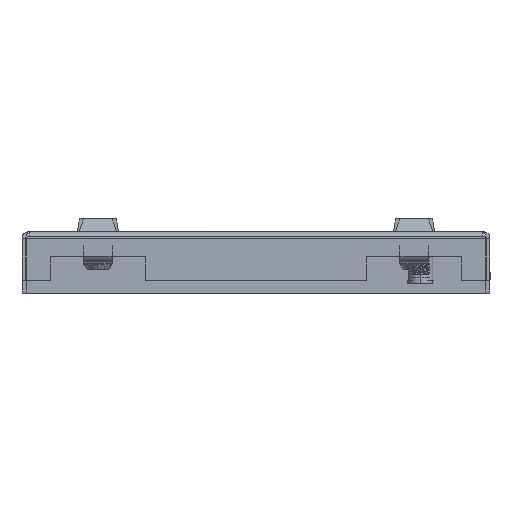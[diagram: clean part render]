
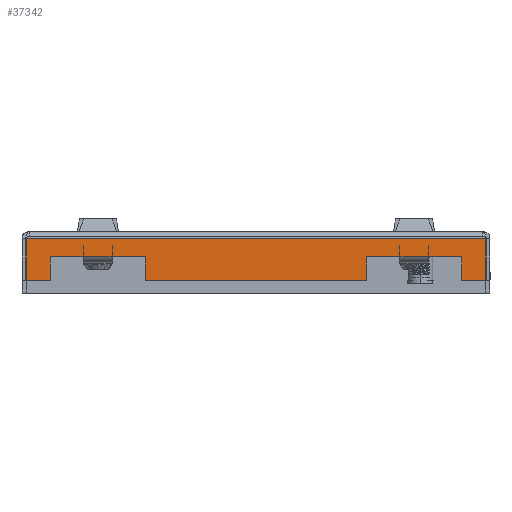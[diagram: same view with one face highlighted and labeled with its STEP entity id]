
A CAD part, left-side view. The second image highlights one B-rep face of the part: STEP entity #37342.
In plain terms, the highlighted planar face has unit normal (-1, 0, 0).
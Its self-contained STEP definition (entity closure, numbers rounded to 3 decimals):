
#15518 = FACE_OUTER_BOUND ( 'NONE', #17663, .T. ) ;
#17663 = EDGE_LOOP ( 'NONE', ( #22956, #22954, #22952, #22950, #22949, #22948, #22946, #22944, #22942, #22941, #22940, #22938 ) ) ;
#18749 = VERTEX_POINT ( 'NONE', #70655 ) ;
#18756 = VERTEX_POINT ( 'NONE', #70648 ) ;
#18766 = VERTEX_POINT ( 'NONE', #70638 ) ;
#18797 = VERTEX_POINT ( 'NONE', #70607 ) ;
#18801 = VERTEX_POINT ( 'NONE', #70603 ) ;
#18802 = VERTEX_POINT ( 'NONE', #70602 ) ;
#18803 = VERTEX_POINT ( 'NONE', #70601 ) ;
#18804 = VERTEX_POINT ( 'NONE', #70600 ) ;
#18805 = VERTEX_POINT ( 'NONE', #70599 ) ;
#18806 = VERTEX_POINT ( 'NONE', #70598 ) ;
#18813 = VERTEX_POINT ( 'NONE', #70591 ) ;
#18814 = VERTEX_POINT ( 'NONE', #70590 ) ;
#22159 = AXIS2_PLACEMENT_3D ( 'NONE', #40222, #40264, #40265 ) ;
#22938 = ORIENTED_EDGE ( 'NONE', *, *, #38993, .F. ) ;
#22940 = ORIENTED_EDGE ( 'NONE', *, *, #38992, .T. ) ;
#22941 = ORIENTED_EDGE ( 'NONE', *, *, #38995, .T. ) ;
#22942 = ORIENTED_EDGE ( 'NONE', *, *, #38994, .T. ) ;
#22944 = ORIENTED_EDGE ( 'NONE', *, *, #38997, .T. ) ;
#22946 = ORIENTED_EDGE ( 'NONE', *, *, #38996, .T. ) ;
#22948 = ORIENTED_EDGE ( 'NONE', *, *, #38999, .T. ) ;
#22949 = ORIENTED_EDGE ( 'NONE', *, *, #38998, .T. ) ;
#22950 = ORIENTED_EDGE ( 'NONE', *, *, #39001, .T. ) ;
#22952 = ORIENTED_EDGE ( 'NONE', *, *, #39000, .T. ) ;
#22954 = ORIENTED_EDGE ( 'NONE', *, *, #39003, .T. ) ;
#22956 = ORIENTED_EDGE ( 'NONE', *, *, #39002, .F. ) ;
#37342 = ADVANCED_FACE ( 'NONE', ( #15518 ), #40262, .F. ) ;
#38992 = EDGE_CURVE ( 'NONE', #18813, #18814, #80853, .T. ) ;
#38993 = EDGE_CURVE ( 'NONE', #18756, #18814, #80845, .T. ) ;
#38994 = EDGE_CURVE ( 'NONE', #18805, #18806, #80855, .T. ) ;
#38995 = EDGE_CURVE ( 'NONE', #18806, #18813, #80859, .T. ) ;
#38996 = EDGE_CURVE ( 'NONE', #18804, #18803, #80861, .T. ) ;
#38997 = EDGE_CURVE ( 'NONE', #18803, #18805, #80863, .T. ) ;
#38998 = EDGE_CURVE ( 'NONE', #18749, #18802, #80865, .T. ) ;
#38999 = EDGE_CURVE ( 'NONE', #18802, #18804, #80867, .T. ) ;
#39000 = EDGE_CURVE ( 'NONE', #18797, #18801, #80869, .T. ) ;
#39001 = EDGE_CURVE ( 'NONE', #18801, #18749, #80871, .T. ) ;
#39002 = EDGE_CURVE ( 'NONE', #18766, #18756, #80873, .T. ) ;
#39003 = EDGE_CURVE ( 'NONE', #18766, #18797, #80875, .T. ) ;
#40222 = CARTESIAN_POINT ( 'NONE',  ( -332.5, -73., 0. ) ) ;
#40262 = PLANE ( 'NONE',  #22159 ) ;
#40264 = DIRECTION ( 'NONE',  ( 1., 0., 0. ) ) ;
#40265 = DIRECTION ( 'NONE',  ( 0., 0., -1. ) ) ;
#70590 = CARTESIAN_POINT ( 'NONE',  ( -332.5, -73., -14. ) ) ;
#70591 = CARTESIAN_POINT ( 'NONE',  ( -332.5, -65., -14. ) ) ;
#70598 = CARTESIAN_POINT ( 'NONE',  ( -332.5, -65., -6.5 ) ) ;
#70599 = CARTESIAN_POINT ( 'NONE',  ( -332.5, -35., -6.5 ) ) ;
#70600 = CARTESIAN_POINT ( 'NONE',  ( -332.5, 35., -14. ) ) ;
#70601 = CARTESIAN_POINT ( 'NONE',  ( -332.5, -35., -14. ) ) ;
#70602 = CARTESIAN_POINT ( 'NONE',  ( -332.5, 35., -6.5 ) ) ;
#70603 = CARTESIAN_POINT ( 'NONE',  ( -332.5, 65., -14. ) ) ;
#70607 = CARTESIAN_POINT ( 'NONE',  ( -332.5, 73., -14. ) ) ;
#70638 = CARTESIAN_POINT ( 'NONE',  ( -332.5, 72.999, -0.75 ) ) ;
#70648 = CARTESIAN_POINT ( 'NONE',  ( -332.5, -72.999, -0.75 ) ) ;
#70655 = CARTESIAN_POINT ( 'NONE',  ( -332.5, 65., -6.5 ) ) ;
#71825 = CARTESIAN_POINT ( 'NONE',  ( -332.5, -72.999, 145.854 ) ) ;
#71828 = CARTESIAN_POINT ( 'NONE',  ( -332.5, -65., -6.5 ) ) ;
#71837 = CARTESIAN_POINT ( 'NONE',  ( -332.5, -73., -14. ) ) ;
#71839 = DIRECTION ( 'NONE',  ( 0., -1., 0. ) ) ;
#71840 = DIRECTION ( 'NONE',  ( 0., 0., -1. ) ) ;
#71842 = DIRECTION ( 'NONE',  ( 0., -1., 0. ) ) ;
#71843 = CARTESIAN_POINT ( 'NONE',  ( -332.5, -65., -14. ) ) ;
#71844 = DIRECTION ( 'NONE',  ( 0., 0., -1. ) ) ;
#71845 = CARTESIAN_POINT ( 'NONE',  ( -332.5, -73., -14. ) ) ;
#71846 = DIRECTION ( 'NONE',  ( 0., -1., 0. ) ) ;
#71847 = CARTESIAN_POINT ( 'NONE',  ( -332.5, -35., -14. ) ) ;
#71848 = DIRECTION ( 'NONE',  ( 0., 0., 1. ) ) ;
#71849 = CARTESIAN_POINT ( 'NONE',  ( -332.5, 65., -6.5 ) ) ;
#71850 = DIRECTION ( 'NONE',  ( 0., -1., 0. ) ) ;
#71851 = CARTESIAN_POINT ( 'NONE',  ( -332.5, 35., -14. ) ) ;
#71852 = DIRECTION ( 'NONE',  ( 0., 0., -1. ) ) ;
#71853 = CARTESIAN_POINT ( 'NONE',  ( -332.5, -73., -14. ) ) ;
#71854 = DIRECTION ( 'NONE',  ( 0., -1., 0. ) ) ;
#71855 = CARTESIAN_POINT ( 'NONE',  ( -332.5, 65., -14. ) ) ;
#71856 = DIRECTION ( 'NONE',  ( 0., 0., 1. ) ) ;
#71857 = CARTESIAN_POINT ( 'NONE',  ( -332.5, 146.014, -0.75 ) ) ;
#71858 = DIRECTION ( 'NONE',  ( 0., -1., 0. ) ) ;
#71859 = CARTESIAN_POINT ( 'NONE',  ( -332.5, 72.999, 145.85 ) ) ;
#71860 = DIRECTION ( 'NONE',  ( 0., 0., -1. ) ) ;
#80845 = LINE ( 'NONE', #71825, #80858 ) ;
#80853 = LINE ( 'NONE', #71837, #80856 ) ;
#80855 = LINE ( 'NONE', #71828, #80860 ) ;
#80856 = VECTOR ( 'NONE', #71839, 1000. ) ;
#80858 = VECTOR ( 'NONE', #71840, 1000. ) ;
#80859 = LINE ( 'NONE', #71843, #80862 ) ;
#80860 = VECTOR ( 'NONE', #71842, 1000. ) ;
#80861 = LINE ( 'NONE', #71845, #80864 ) ;
#80862 = VECTOR ( 'NONE', #71844, 1000. ) ;
#80863 = LINE ( 'NONE', #71847, #80866 ) ;
#80864 = VECTOR ( 'NONE', #71846, 1000. ) ;
#80865 = LINE ( 'NONE', #71849, #80868 ) ;
#80866 = VECTOR ( 'NONE', #71848, 1000. ) ;
#80867 = LINE ( 'NONE', #71851, #80870 ) ;
#80868 = VECTOR ( 'NONE', #71850, 1000. ) ;
#80869 = LINE ( 'NONE', #71853, #80872 ) ;
#80870 = VECTOR ( 'NONE', #71852, 1000. ) ;
#80871 = LINE ( 'NONE', #71855, #80874 ) ;
#80872 = VECTOR ( 'NONE', #71854, 1000. ) ;
#80873 = LINE ( 'NONE', #71857, #80876 ) ;
#80874 = VECTOR ( 'NONE', #71856, 1000. ) ;
#80875 = LINE ( 'NONE', #71859, #80878 ) ;
#80876 = VECTOR ( 'NONE', #71858, 1000. ) ;
#80878 = VECTOR ( 'NONE', #71860, 1000. ) ;
